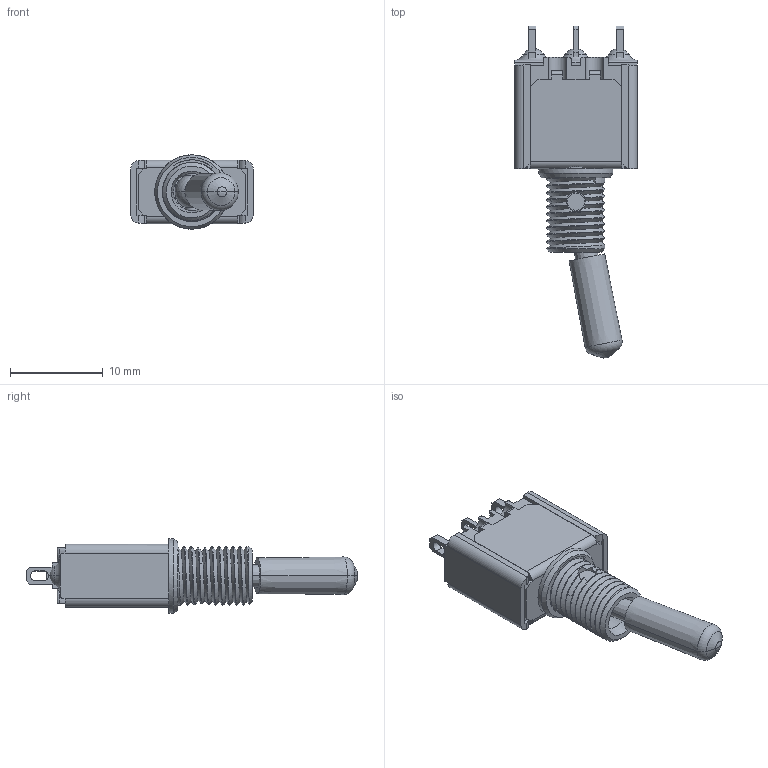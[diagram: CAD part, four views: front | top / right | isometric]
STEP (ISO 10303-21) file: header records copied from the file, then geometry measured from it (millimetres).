
FILE_DESCRIPTION((''),'2;1');
FILE_NAME('55636A-13-U270_ASM','2011-06-20T',('rboyer'),(''),'PRO/ENGINEER BY PARAMETRIC TECHNOLOGY CORPORATION, 2009440','PRO/ENGINEER BY PARAMETRIC TECHNOLOGY CORPORATION, 2009440','');
FILE_SCHEMA(('CONFIG_CONTROL_DESIGN'));
Length unit declared in the file: millimetre
Products named in the file (10): 05322510; PELLETS; 05280490; 05210190; 05131380; 05111090; 05123090; U270; 05230590; 55636A-13-U270_ASM
Assembly tree (12 placements, depth 2):
  55636A-13-U270_ASM
    05322510
    PELLETS  x3
    05280490
    05210190
    05131380
    05111090
    05123090
    U270
    05230590  x2
Bounding box: 13.2 x 35.71 x 8 mm (x, y, z)
Volume: 948 mm3; surface area: 2614.2 mm2
Topology: 12 solids, 12 shells, 513 faces, 1346 edges, 844 vertices
Faces by surface type: plane 284, cylinder 123, bspline 42, cone 30, sphere 18, torus 16
Entity records: 24860 total; most frequent: CARTESIAN_POINT 13499, ORIENTED_EDGE 2452, DIRECTION 2130, EDGE_CURVE 1226, VERTEX_POINT 778, VECTOR 766, LINE 766, AXIS2_PLACEMENT_3D 682
